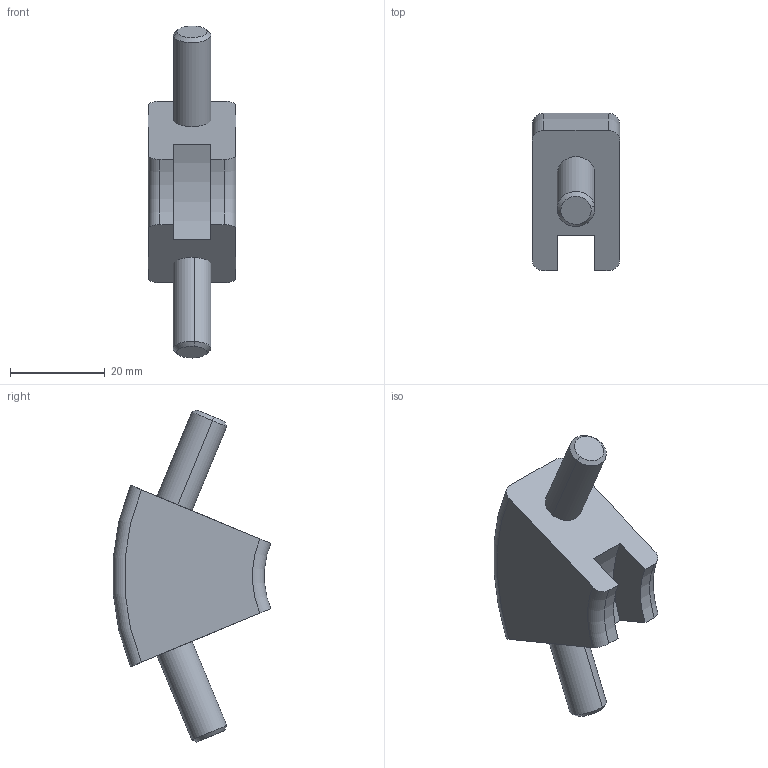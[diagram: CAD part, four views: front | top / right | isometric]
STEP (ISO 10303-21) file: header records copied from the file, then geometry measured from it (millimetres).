
FILE_DESCRIPTION (( 'STEP AP203' ), '1' );
FILE_NAME ('084.304.001.STEP', '2013-01-25T13:00:42', ( 'Alusic' ), ( 'Alusic' ), 'SwSTEP 2.0', 'SolidWorks 2011', '' );
FILE_SCHEMA (( 'CONFIG_CONTROL_DESIGN' ));
Length unit declared in the file: millimetre
Products named in the file (4): GRANI A PUNTA PIATTA UNI 5923_M6x8 UNI 5923; 084.304.001; 203208; 101832X45
Assembly tree (5 placements, depth 2):
  084.304.001
    101832X45
    GRANI A PUNTA PIATTA UNI 5923_M6x8 UNI 5923  x2
    203208  x2
Bounding box: 18.5 x 33.22 x 70.02 mm (x, y, z)
Volume: 16290.1 mm3; surface area: 6991.6 mm2
Topology: 5 solids, 5 shells, 96 faces, 210 edges, 123 vertices
Faces by surface type: cone 30, plane 28, cylinder 26, torus 12
Entity records: 2382 total; most frequent: CARTESIAN_POINT 474, DIRECTION 338, ORIENTED_EDGE 276, EDGE_CURVE 138, AXIS2_PLACEMENT_3D 135, VERTEX_POINT 85, EDGE_LOOP 71, VECTOR 68
